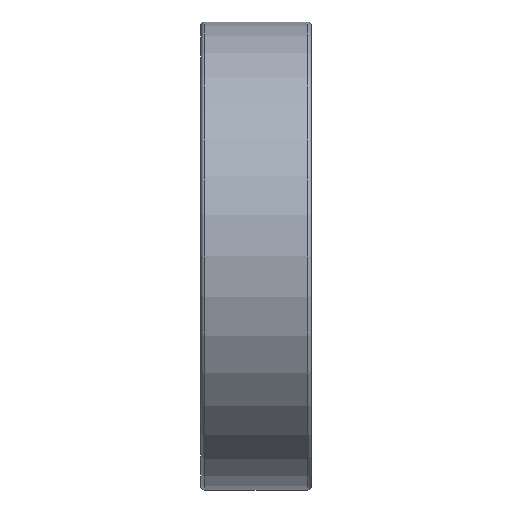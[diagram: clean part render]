
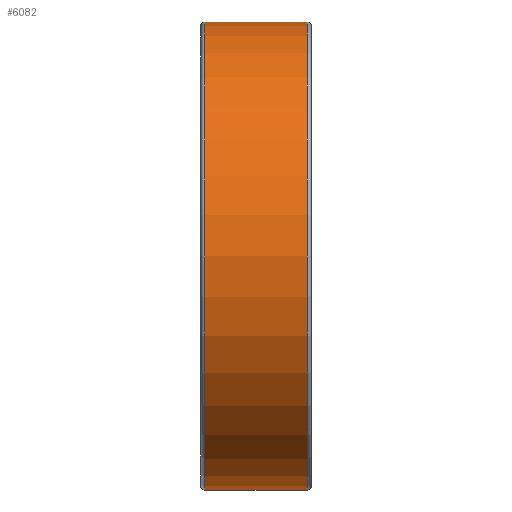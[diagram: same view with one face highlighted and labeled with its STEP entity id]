
A CAD part, front view. The second image highlights one B-rep face of the part: STEP entity #6082.
In plain terms, the highlighted cylindrical face has radius 27.5 mm (diameter 55 mm), a partial arc.
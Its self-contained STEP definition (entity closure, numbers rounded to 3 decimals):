
#346 = CIRCLE ( 'NONE', #4897, 27.5 ) ;
#365 = DIRECTION ( 'NONE',  ( 0., 0., -1. ) ) ;
#648 = CARTESIAN_POINT ( 'NONE',  ( -12.5, 0., 27.5 ) ) ;
#816 = VERTEX_POINT ( 'NONE', #5642 ) ;
#1323 = FACE_OUTER_BOUND ( 'NONE', #2273, .T. ) ;
#1325 = DIRECTION ( 'NONE',  ( 1., 0., 0. ) ) ;
#1534 = CARTESIAN_POINT ( 'NONE',  ( -12.5, 0., -27.5 ) ) ;
#1581 = EDGE_CURVE ( 'NONE', #816, #1976, #6679, .T. ) ;
#1744 = ORIENTED_EDGE ( 'NONE', *, *, #4777, .T. ) ;
#1976 = VERTEX_POINT ( 'NONE', #3637 ) ;
#2174 = VECTOR ( 'NONE', #2265, 1000. ) ;
#2265 = DIRECTION ( 'NONE',  ( 1., 0., 0. ) ) ;
#2273 = EDGE_LOOP ( 'NONE', ( #5507, #1744, #5037, #2707 ) ) ;
#2507 = LINE ( 'NONE', #4915, #2174 ) ;
#2578 = CYLINDRICAL_SURFACE ( 'NONE', #5684, 27.5 ) ;
#2702 = DIRECTION ( 'NONE',  ( 1., 0., 0. ) ) ;
#2707 = ORIENTED_EDGE ( 'NONE', *, *, #1581, .F. ) ;
#2964 = CARTESIAN_POINT ( 'NONE',  ( 0., 0., 27.5 ) ) ;
#3065 = EDGE_CURVE ( 'NONE', #3536, #1976, #2507, .T. ) ;
#3533 = CARTESIAN_POINT ( 'NONE',  ( 0., 0., 0. ) ) ;
#3536 = VERTEX_POINT ( 'NONE', #1534 ) ;
#3637 = CARTESIAN_POINT ( 'NONE',  ( -0.5, 0., -27.5 ) ) ;
#4338 = VERTEX_POINT ( 'NONE', #648 ) ;
#4476 = CARTESIAN_POINT ( 'NONE',  ( -0.5, 0., 0. ) ) ;
#4777 = EDGE_CURVE ( 'NONE', #4338, #3536, #346, .T. ) ;
#4897 = AXIS2_PLACEMENT_3D ( 'NONE', #5904, #2702, #6441 ) ;
#4915 = CARTESIAN_POINT ( 'NONE',  ( 0., 0., -27.5 ) ) ;
#5024 = DIRECTION ( 'NONE',  ( 0., 0., -1. ) ) ;
#5037 = ORIENTED_EDGE ( 'NONE', *, *, #3065, .T. ) ;
#5156 = AXIS2_PLACEMENT_3D ( 'NONE', #4476, #1325, #5024 ) ;
#5507 = ORIENTED_EDGE ( 'NONE', *, *, #6020, .F. ) ;
#5642 = CARTESIAN_POINT ( 'NONE',  ( -0.5, 0., 27.5 ) ) ;
#5684 = AXIS2_PLACEMENT_3D ( 'NONE', #3533, #6185, #365 ) ;
#5742 = VECTOR ( 'NONE', #6161, 1000. ) ;
#5904 = CARTESIAN_POINT ( 'NONE',  ( -12.5, 0., 0. ) ) ;
#5910 = LINE ( 'NONE', #2964, #5742 ) ;
#6020 = EDGE_CURVE ( 'NONE', #4338, #816, #5910, .T. ) ;
#6082 = ADVANCED_FACE ( 'NONE', ( #1323 ), #2578, .T. ) ;
#6161 = DIRECTION ( 'NONE',  ( 1., 0., 0. ) ) ;
#6185 = DIRECTION ( 'NONE',  ( 1., 0., 0. ) ) ;
#6441 = DIRECTION ( 'NONE',  ( 0., 0., -1. ) ) ;
#6679 = CIRCLE ( 'NONE', #5156, 27.5 ) ;
